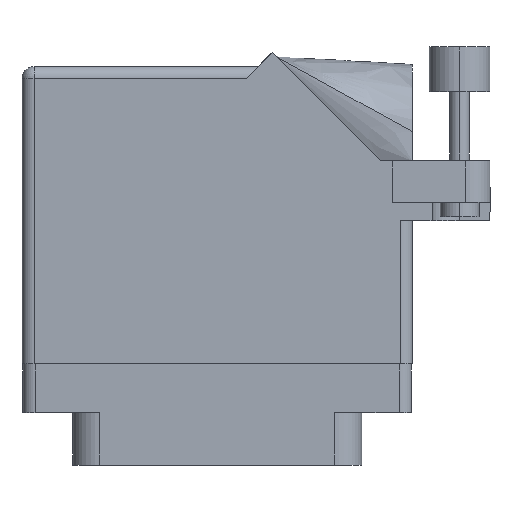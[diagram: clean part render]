
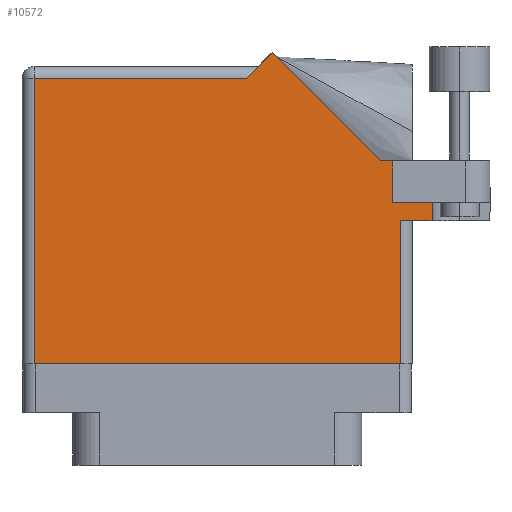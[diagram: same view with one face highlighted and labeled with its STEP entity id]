
A CAD part, front view. The second image highlights one B-rep face of the part: STEP entity #10572.
In plain terms, the highlighted face is planar.
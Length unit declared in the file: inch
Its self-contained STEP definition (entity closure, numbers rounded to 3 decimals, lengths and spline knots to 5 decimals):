
#347 = VECTOR ( 'NONE', #23933, 39.37008 ) ;
#596 = EDGE_CURVE ( 'NONE', #1230, #22933, #12680, .T. ) ;
#775 = VECTOR ( 'NONE', #25411, 39.37008 ) ;
#1230 = VERTEX_POINT ( 'NONE', #19852 ) ;
#1715 = PLANE ( 'NONE',  #28934 ) ;
#1761 = ORIENTED_EDGE ( 'NONE', *, *, #34898, .T. ) ;
#2294 = CARTESIAN_POINT ( 'NONE',  ( 0.28271, 1.50071, 0.455 ) ) ;
#2838 = DIRECTION ( 'NONE',  ( 1., 0., 0. ) ) ;
#2933 = VECTOR ( 'NONE', #12587, 39.37008 ) ;
#3998 = CARTESIAN_POINT ( 'NONE',  ( 0.943, -0.1, 0.455 ) ) ;
#5815 = VERTEX_POINT ( 'NONE', #12747 ) ;
#5991 = LINE ( 'NONE', #20627, #34972 ) ;
#6637 = DIRECTION ( 'NONE',  ( -1., 0., 0. ) ) ;
#6780 = VECTOR ( 'NONE', #16400, 39.37008 ) ;
#7300 = EDGE_CURVE ( 'NONE', #16299, #25441, #20827, .T. ) ;
#7583 = DIRECTION ( 'NONE',  ( -1., 0., 0. ) ) ;
#8448 = CARTESIAN_POINT ( 'NONE',  ( -0.943, -0.1, 0.455 ) ) ;
#8856 = DIRECTION ( 'NONE',  ( 0., -1., 0. ) ) ;
#9321 = CARTESIAN_POINT ( 'NONE',  ( 0.943, 0.637, 0.455 ) ) ;
#9432 = VERTEX_POINT ( 'NONE', #2294 ) ;
#9544 = ORIENTED_EDGE ( 'NONE', *, *, #18001, .T. ) ;
#10457 = ORIENTED_EDGE ( 'NONE', *, *, #24725, .T. ) ;
#10572 = ADVANCED_FACE ( 'NONE', ( #23240 ), #1715, .F. ) ;
#11364 = VECTOR ( 'NONE', #2838, 39.37008 ) ;
#12171 = DIRECTION ( 'NONE',  ( -0.707, 0.707, 0. ) ) ;
#12208 = VERTEX_POINT ( 'NONE', #3998 ) ;
#12587 = DIRECTION ( 'NONE',  ( 1., 0., 0. ) ) ;
#12680 = LINE ( 'NONE', #13149, #23160 ) ;
#12687 = LINE ( 'NONE', #16696, #11364 ) ;
#12710 = CARTESIAN_POINT ( 'NONE',  ( 1.005, 0.637, 0.455 ) ) ;
#12747 = CARTESIAN_POINT ( 'NONE',  ( 0.905, 0.731, 0.455 ) ) ;
#13086 = VERTEX_POINT ( 'NONE', #14225 ) ;
#13149 = CARTESIAN_POINT ( 'NONE',  ( -1.005, 1.368, 0.455 ) ) ;
#13631 = ORIENTED_EDGE ( 'NONE', *, *, #35217, .T. ) ;
#14177 = EDGE_CURVE ( 'NONE', #5815, #16299, #35466, .T. ) ;
#14225 = CARTESIAN_POINT ( 'NONE',  ( 0.83942, 0.944, 0.455 ) ) ;
#14855 = DIRECTION ( 'NONE',  ( 0., 1., 0. ) ) ;
#15021 = DIRECTION ( 'NONE',  ( 0., -1., 0. ) ) ;
#15040 = EDGE_CURVE ( 'NONE', #32080, #25441, #34982, .T. ) ;
#15152 = ORIENTED_EDGE ( 'NONE', *, *, #14177, .F. ) ;
#15343 = CARTESIAN_POINT ( 'NONE',  ( 0.905, 0.944, 0.455 ) ) ;
#15435 = ORIENTED_EDGE ( 'NONE', *, *, #15040, .T. ) ;
#15810 = ORIENTED_EDGE ( 'NONE', *, *, #26164, .T. ) ;
#15970 = VECTOR ( 'NONE', #12171, 39.37008 ) ;
#16299 = VERTEX_POINT ( 'NONE', #30541 ) ;
#16400 = DIRECTION ( 'NONE',  ( 0., 1., 0. ) ) ;
#16534 = ORIENTED_EDGE ( 'NONE', *, *, #7300, .F. ) ;
#16696 = CARTESIAN_POINT ( 'NONE',  ( -1.005, -0.1, 0.455 ) ) ;
#17331 = LINE ( 'NONE', #36147, #6780 ) ;
#17831 = CARTESIAN_POINT ( 'NONE',  ( 1.1065, 1.06177, 0.455 ) ) ;
#18001 = EDGE_CURVE ( 'NONE', #12208, #32080, #36101, .T. ) ;
#18148 = VERTEX_POINT ( 'NONE', #15343 ) ;
#19047 = LINE ( 'NONE', #25740, #22577 ) ;
#19852 = CARTESIAN_POINT ( 'NONE',  ( 0.15, 1.368, 0.455 ) ) ;
#20627 = CARTESIAN_POINT ( 'NONE',  ( 1.405, 0.944, 0.455 ) ) ;
#20827 = LINE ( 'NONE', #17831, #34026 ) ;
#21181 = VECTOR ( 'NONE', #14855, 39.37008 ) ;
#22577 = VECTOR ( 'NONE', #8856, 39.37008 ) ;
#22933 = VERTEX_POINT ( 'NONE', #36044 ) ;
#23160 = VECTOR ( 'NONE', #29851, 39.37008 ) ;
#23240 = FACE_OUTER_BOUND ( 'NONE', #29867, .T. ) ;
#23933 = DIRECTION ( 'NONE',  ( -0.707, -0.707, 0. ) ) ;
#24292 = CARTESIAN_POINT ( 'NONE',  ( 1.1065, 0.637, 0.455 ) ) ;
#24725 = EDGE_CURVE ( 'NONE', #18148, #13086, #5991, .T. ) ;
#24885 = ORIENTED_EDGE ( 'NONE', *, *, #596, .T. ) ;
#25411 = DIRECTION ( 'NONE',  ( 1., 0., 0. ) ) ;
#25441 = VERTEX_POINT ( 'NONE', #24292 ) ;
#25627 = EDGE_CURVE ( 'NONE', #5815, #18148, #17331, .T. ) ;
#25740 = CARTESIAN_POINT ( 'NONE',  ( -0.943, -0.1, 0.455 ) ) ;
#26164 = EDGE_CURVE ( 'NONE', #13086, #9432, #32234, .T. ) ;
#26207 = EDGE_CURVE ( 'NONE', #22933, #28136, #19047, .T. ) ;
#26522 = CARTESIAN_POINT ( 'NONE',  ( 0.212, 1.43, 0.455 ) ) ;
#27048 = CARTESIAN_POINT ( 'NONE',  ( 0.943, 0.637, 0.455 ) ) ;
#28136 = VERTEX_POINT ( 'NONE', #8448 ) ;
#28934 = AXIS2_PLACEMENT_3D ( 'NONE', #29972, #35233, #7583 ) ;
#29819 = LINE ( 'NONE', #26522, #347 ) ;
#29851 = DIRECTION ( 'NONE',  ( -1., 0., 0. ) ) ;
#29867 = EDGE_LOOP ( 'NONE', ( #1761, #9544, #15435, #16534, #15152, #31379, #10457, #15810, #13631, #24885, #33391 ) ) ;
#29972 = CARTESIAN_POINT ( 'NONE',  ( -1.005, 1.43, 0.455 ) ) ;
#30541 = CARTESIAN_POINT ( 'NONE',  ( 1.1065, 0.731, 0.455 ) ) ;
#31279 = CARTESIAN_POINT ( 'NONE',  ( 0.905, 0.731, 0.455 ) ) ;
#31379 = ORIENTED_EDGE ( 'NONE', *, *, #25627, .T. ) ;
#31602 = CARTESIAN_POINT ( 'NONE',  ( 0.83942, 0.944, 0.455 ) ) ;
#32080 = VERTEX_POINT ( 'NONE', #27048 ) ;
#32234 = LINE ( 'NONE', #31602, #15970 ) ;
#33391 = ORIENTED_EDGE ( 'NONE', *, *, #26207, .T. ) ;
#34026 = VECTOR ( 'NONE', #15021, 39.37008 ) ;
#34898 = EDGE_CURVE ( 'NONE', #28136, #12208, #12687, .T. ) ;
#34972 = VECTOR ( 'NONE', #6637, 39.37008 ) ;
#34982 = LINE ( 'NONE', #12710, #2933 ) ;
#35217 = EDGE_CURVE ( 'NONE', #9432, #1230, #29819, .T. ) ;
#35233 = DIRECTION ( 'NONE',  ( 0., 0., -1. ) ) ;
#35466 = LINE ( 'NONE', #31279, #775 ) ;
#36044 = CARTESIAN_POINT ( 'NONE',  ( -0.943, 1.368, 0.455 ) ) ;
#36101 = LINE ( 'NONE', #9321, #21181 ) ;
#36147 = CARTESIAN_POINT ( 'NONE',  ( 0.905, 0.731, 0.455 ) ) ;
